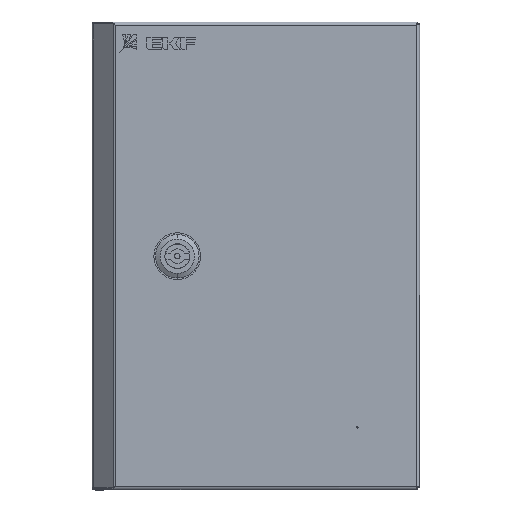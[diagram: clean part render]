
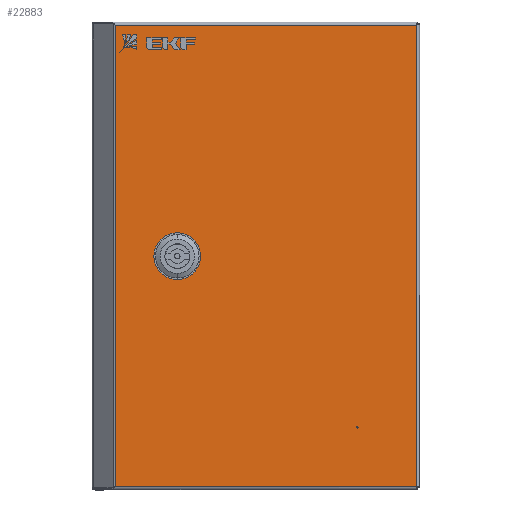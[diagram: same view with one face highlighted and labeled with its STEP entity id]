
A CAD part, top view. The second image highlights one B-rep face of the part: STEP entity #22883.
In plain terms, the highlighted face is planar.
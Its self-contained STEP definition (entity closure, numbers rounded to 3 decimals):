
#862 = VECTOR ( 'NONE', #17587, 1000. ) ;
#1097 = DIRECTION ( 'NONE',  ( 0., 0., -1. ) ) ;
#1144 = EDGE_CURVE ( 'NONE', #15006, #16404, #3846, .T. ) ;
#1419 = CARTESIAN_POINT ( 'NONE',  ( 194., 0., 297.5 ) ) ;
#1618 = CIRCLE ( 'NONE', #5887, 0.5 ) ;
#1631 = CARTESIAN_POINT ( 'NONE',  ( 0.785, 0., 297.5 ) ) ;
#1689 = DIRECTION ( 'NONE',  ( 0., 0., -1. ) ) ;
#1708 = EDGE_CURVE ( 'NONE', #18361, #15006, #21227, .T. ) ;
#1911 = VERTEX_POINT ( 'NONE', #15828 ) ;
#1943 = CARTESIAN_POINT ( 'NONE',  ( 34.5, 0., 139. ) ) ;
#2180 = VECTOR ( 'NONE', #14967, 1000. ) ;
#2653 = ORIENTED_EDGE ( 'NONE', *, *, #4522, .T. ) ;
#3358 = DIRECTION ( 'NONE',  ( 0., 0., -1. ) ) ;
#3531 = ORIENTED_EDGE ( 'NONE', *, *, #18836, .T. ) ;
#3846 = LINE ( 'NONE', #1631, #7083 ) ;
#3899 = EDGE_LOOP ( 'NONE', ( #20397, #19759, #15026, #4921, #11922, #11490, #22166, #6251 ) ) ;
#3946 = CARTESIAN_POINT ( 'NONE',  ( 47., 0., 158.5 ) ) ;
#4096 = DIRECTION ( 'NONE',  ( 0., 0., -1. ) ) ;
#4324 = CIRCLE ( 'NONE', #4586, 3.5 ) ;
#4522 = EDGE_CURVE ( 'NONE', #5378, #23052, #1618, .T. ) ;
#4586 = AXIS2_PLACEMENT_3D ( 'NONE', #23922, #12486, #1097 ) ;
#4721 = FACE_BOUND ( 'NONE', #11588, .T. ) ;
#4921 = ORIENTED_EDGE ( 'NONE', *, *, #12222, .F. ) ;
#4961 = EDGE_CURVE ( 'NONE', #18361, #7358, #6953, .T. ) ;
#5149 = AXIS2_PLACEMENT_3D ( 'NONE', #23336, #10152, #23504 ) ;
#5218 = CARTESIAN_POINT ( 'NONE',  ( 47., 0., 142.5 ) ) ;
#5285 = FACE_BOUND ( 'NONE', #3899, .T. ) ;
#5378 = VERTEX_POINT ( 'NONE', #10223 ) ;
#5406 = CARTESIAN_POINT ( 'NONE',  ( 34.5, 0., 139. ) ) ;
#5789 = CIRCLE ( 'NONE', #17199, 0.5 ) ;
#5887 = AXIS2_PLACEMENT_3D ( 'NONE', #21075, #9682, #23016 ) ;
#5917 = EDGE_CURVE ( 'NONE', #6496, #1911, #14393, .T. ) ;
#6070 = ORIENTED_EDGE ( 'NONE', *, *, #8636, .T. ) ;
#6251 = ORIENTED_EDGE ( 'NONE', *, *, #18226, .F. ) ;
#6486 = EDGE_CURVE ( 'NONE', #1911, #8779, #19115, .T. ) ;
#6496 = VERTEX_POINT ( 'NONE', #23469 ) ;
#6768 = CARTESIAN_POINT ( 'NONE',  ( 156., 0., 38.75 ) ) ;
#6907 = CARTESIAN_POINT ( 'NONE',  ( 0.785, 0., 0.75 ) ) ;
#6953 = LINE ( 'NONE', #1419, #16507 ) ;
#7083 = VECTOR ( 'NONE', #1689, 1000. ) ;
#7119 = DIRECTION ( 'NONE',  ( 0., 0., -1. ) ) ;
#7256 = VERTEX_POINT ( 'NONE', #10566 ) ;
#7358 = VERTEX_POINT ( 'NONE', #24074 ) ;
#7575 = CARTESIAN_POINT ( 'NONE',  ( 50.5, 0., 155. ) ) ;
#7680 = EDGE_CURVE ( 'NONE', #9907, #24175, #10969, .T. ) ;
#8062 = CARTESIAN_POINT ( 'NONE',  ( 50.5, 0., 155. ) ) ;
#8259 = PLANE ( 'NONE',  #5149 ) ;
#8636 = EDGE_CURVE ( 'NONE', #16404, #7358, #12533, .T. ) ;
#8697 = DIRECTION ( 'NONE',  ( 0., 0., 1. ) ) ;
#8779 = VERTEX_POINT ( 'NONE', #1943 ) ;
#9300 = VECTOR ( 'NONE', #4096, 1000. ) ;
#9461 = CIRCLE ( 'NONE', #13916, 3.5 ) ;
#9468 = ORIENTED_EDGE ( 'NONE', *, *, #1708, .T. ) ;
#9682 = DIRECTION ( 'NONE',  ( 0., 1., 0. ) ) ;
#9779 = AXIS2_PLACEMENT_3D ( 'NONE', #21588, #10190, #23554 ) ;
#9907 = VERTEX_POINT ( 'NONE', #13989 ) ;
#10152 = DIRECTION ( 'NONE',  ( 0., -1., 0. ) ) ;
#10190 = DIRECTION ( 'NONE',  ( 0., -1., 0. ) ) ;
#10223 = CARTESIAN_POINT ( 'NONE',  ( 156., 0., 38.25 ) ) ;
#10414 = AXIS2_PLACEMENT_3D ( 'NONE', #22686, #11268, #24597 ) ;
#10566 = CARTESIAN_POINT ( 'NONE',  ( 34.5, 0., 158.5 ) ) ;
#10969 = LINE ( 'NONE', #8062, #862 ) ;
#11268 = DIRECTION ( 'NONE',  ( 0., -1., 0. ) ) ;
#11397 = DIRECTION ( 'NONE',  ( -1., 0., 0. ) ) ;
#11460 = CARTESIAN_POINT ( 'NONE',  ( 194., 0., 296.75 ) ) ;
#11490 = ORIENTED_EDGE ( 'NONE', *, *, #7680, .F. ) ;
#11588 = EDGE_LOOP ( 'NONE', ( #3531, #2653 ) ) ;
#11922 = ORIENTED_EDGE ( 'NONE', *, *, #23707, .F. ) ;
#12222 = EDGE_CURVE ( 'NONE', #15579, #7256, #13358, .T. ) ;
#12486 = DIRECTION ( 'NONE',  ( 0., -1., 0. ) ) ;
#12533 = LINE ( 'NONE', #16614, #22046 ) ;
#13358 = LINE ( 'NONE', #17187, #19011 ) ;
#13580 = ORIENTED_EDGE ( 'NONE', *, *, #1144, .T. ) ;
#13916 = AXIS2_PLACEMENT_3D ( 'NONE', #5218, #18537, #7119 ) ;
#13989 = CARTESIAN_POINT ( 'NONE',  ( 50.5, 0., 142.5 ) ) ;
#14393 = LINE ( 'NONE', #17418, #9300 ) ;
#14637 = CARTESIAN_POINT ( 'NONE',  ( 194., 0., 296.75 ) ) ;
#14829 = FACE_OUTER_BOUND ( 'NONE', #17574, .T. ) ;
#14967 = DIRECTION ( 'NONE',  ( -1., 0., 0. ) ) ;
#15006 = VERTEX_POINT ( 'NONE', #15212 ) ;
#15026 = ORIENTED_EDGE ( 'NONE', *, *, #18054, .F. ) ;
#15212 = CARTESIAN_POINT ( 'NONE',  ( 0.785, 0., 296.75 ) ) ;
#15579 = VERTEX_POINT ( 'NONE', #3946 ) ;
#15828 = CARTESIAN_POINT ( 'NONE',  ( 31., 0., 142.5 ) ) ;
#16404 = VERTEX_POINT ( 'NONE', #6907 ) ;
#16507 = VECTOR ( 'NONE', #3358, 1000. ) ;
#16517 = ORIENTED_EDGE ( 'NONE', *, *, #4961, .F. ) ;
#16614 = CARTESIAN_POINT ( 'NONE',  ( -2.154, 0., 0.75 ) ) ;
#16816 = DIRECTION ( 'NONE',  ( 1., 0., 0. ) ) ;
#17187 = CARTESIAN_POINT ( 'NONE',  ( 34.5, 0., 158.5 ) ) ;
#17199 = AXIS2_PLACEMENT_3D ( 'NONE', #6768, #20113, #8697 ) ;
#17418 = CARTESIAN_POINT ( 'NONE',  ( 31., 0., 155. ) ) ;
#17574 = EDGE_LOOP ( 'NONE', ( #13580, #6070, #16517, #9468 ) ) ;
#17587 = DIRECTION ( 'NONE',  ( 0., 0., 1. ) ) ;
#18021 = VECTOR ( 'NONE', #16816, 1000. ) ;
#18054 = EDGE_CURVE ( 'NONE', #7256, #6496, #4324, .T. ) ;
#18226 = EDGE_CURVE ( 'NONE', #8779, #22669, #23072, .T. ) ;
#18361 = VERTEX_POINT ( 'NONE', #11460 ) ;
#18537 = DIRECTION ( 'NONE',  ( 0., -1., 0. ) ) ;
#18664 = CARTESIAN_POINT ( 'NONE',  ( 156., 0., 39.25 ) ) ;
#18836 = EDGE_CURVE ( 'NONE', #23052, #5378, #5789, .T. ) ;
#18920 = CARTESIAN_POINT ( 'NONE',  ( 47., 0., 139. ) ) ;
#19011 = VECTOR ( 'NONE', #11397, 1000. ) ;
#19115 = CIRCLE ( 'NONE', #9779, 3.5 ) ;
#19759 = ORIENTED_EDGE ( 'NONE', *, *, #5917, .F. ) ;
#20113 = DIRECTION ( 'NONE',  ( 0., 1., 0. ) ) ;
#20397 = ORIENTED_EDGE ( 'NONE', *, *, #6486, .F. ) ;
#20445 = DIRECTION ( 'NONE',  ( 1., 0., 0. ) ) ;
#21075 = CARTESIAN_POINT ( 'NONE',  ( 156., 0., 38.75 ) ) ;
#21227 = LINE ( 'NONE', #14637, #2180 ) ;
#21276 = CIRCLE ( 'NONE', #10414, 3.5 ) ;
#21588 = CARTESIAN_POINT ( 'NONE',  ( 34.5, 0., 142.5 ) ) ;
#21937 = EDGE_CURVE ( 'NONE', #22669, #9907, #9461, .T. ) ;
#22046 = VECTOR ( 'NONE', #20445, 1000. ) ;
#22166 = ORIENTED_EDGE ( 'NONE', *, *, #21937, .F. ) ;
#22669 = VERTEX_POINT ( 'NONE', #18920 ) ;
#22686 = CARTESIAN_POINT ( 'NONE',  ( 47., 0., 155. ) ) ;
#22883 = ADVANCED_FACE ( 'NONE', ( #4721, #5285, #14829 ), #8259, .T. ) ;
#23016 = DIRECTION ( 'NONE',  ( 0., 0., 1. ) ) ;
#23052 = VERTEX_POINT ( 'NONE', #18664 ) ;
#23072 = LINE ( 'NONE', #5406, #18021 ) ;
#23336 = CARTESIAN_POINT ( 'NONE',  ( 0., 0., 297.5 ) ) ;
#23469 = CARTESIAN_POINT ( 'NONE',  ( 31., 0., 155. ) ) ;
#23504 = DIRECTION ( 'NONE',  ( 0., 0., -1. ) ) ;
#23554 = DIRECTION ( 'NONE',  ( 0., 0., -1. ) ) ;
#23707 = EDGE_CURVE ( 'NONE', #24175, #15579, #21276, .T. ) ;
#23922 = CARTESIAN_POINT ( 'NONE',  ( 34.5, 0., 155. ) ) ;
#24074 = CARTESIAN_POINT ( 'NONE',  ( 194., 0., 0.75 ) ) ;
#24175 = VERTEX_POINT ( 'NONE', #7575 ) ;
#24597 = DIRECTION ( 'NONE',  ( 0., 0., 1. ) ) ;
